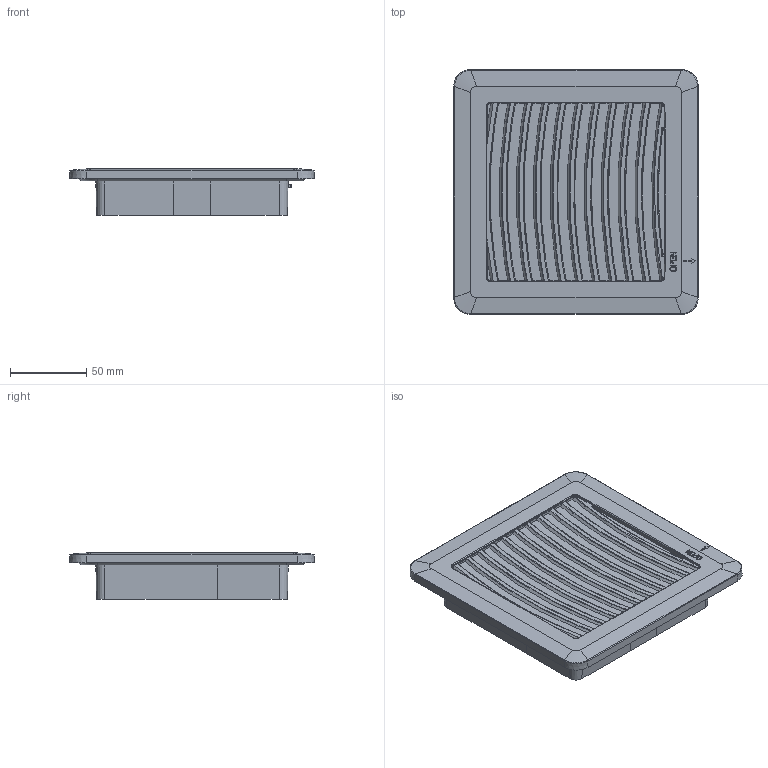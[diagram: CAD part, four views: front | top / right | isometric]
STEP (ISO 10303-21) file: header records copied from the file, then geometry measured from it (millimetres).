
FILE_DESCRIPTION(('CATIA V5 STEP Exchange'),'2;1');
FILE_NAME('Filter16 FanFreeDEMO.stp','2019-11-11T15:47:07+00:00',('none'),('none'),'CATIA Version 5 Release 20 SP 1 (IN-10)','CATIA V5 STEP AP203','none');
FILE_SCHEMA(('CONFIG_CONTROL_DESIGN'));
Products named in the file (1): Part102
Bounding box: 160 x 160.24 x 30.6 mm (x, y, z)
Volume: 502128.7 mm3; surface area: 81929.2 mm2
Topology: 1 solids, 1 shells, 1129 faces, 3068 edges, 1936 vertices
Faces by surface type: plane 504, bspline 495, cylinder 84, torus 24, cone 16, sphere 6
Entity records: 52818 total; most frequent: CARTESIAN_POINT 29721, ORIENTED_EDGE 6102, EDGE_CURVE 3051, DIRECTION 2501, VERTEX_POINT 1936, B_SPLINE_CURVE_WITH_KNOTS 1566, VECTOR 1329, LINE 1329
